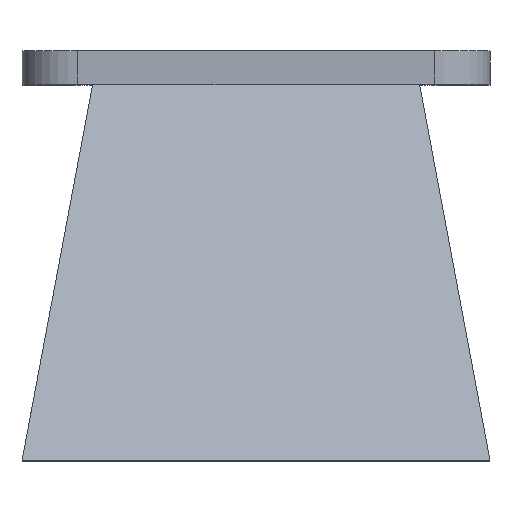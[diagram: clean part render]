
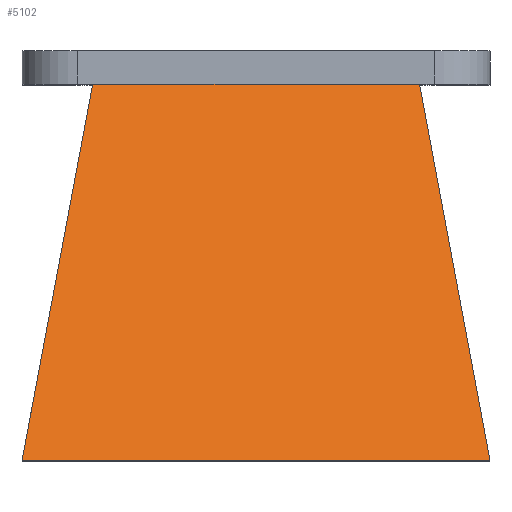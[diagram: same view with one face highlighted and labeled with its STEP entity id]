
A CAD part, top view. The second image highlights one B-rep face of the part: STEP entity #5102.
In plain terms, the highlighted planar face has unit normal (0, 0.445, 0.895).
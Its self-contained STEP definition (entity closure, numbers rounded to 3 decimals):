
#140=FACE_OUTER_BOUND('',#483,.T.);
#483=EDGE_LOOP('',(#3449,#3450,#3451,#3452));
#820=LINE('',#7280,#1501);
#836=LINE('',#7334,#1517);
#854=LINE('',#7371,#1535);
#855=LINE('',#7373,#1536);
#1501=VECTOR('',#5874,10.);
#1517=VECTOR('',#5922,10.);
#1535=VECTOR('',#5956,10.);
#1536=VECTOR('',#5959,10.);
#2185=VERTEX_POINT('',#7277);
#2186=VERTEX_POINT('',#7279);
#2207=VERTEX_POINT('',#7331);
#2208=VERTEX_POINT('',#7333);
#2660=EDGE_CURVE('',#2185,#2186,#820,.T.);
#2688=EDGE_CURVE('',#2207,#2208,#836,.T.);
#2707=EDGE_CURVE('',#2186,#2207,#854,.T.);
#2708=EDGE_CURVE('',#2185,#2208,#855,.T.);
#3449=ORIENTED_EDGE('',*,*,#2708,.T.);
#3450=ORIENTED_EDGE('',*,*,#2688,.F.);
#3451=ORIENTED_EDGE('',*,*,#2707,.F.);
#3452=ORIENTED_EDGE('',*,*,#2660,.F.);
#4780=PLANE('',#5512);
#5102=ADVANCED_FACE('',(#140),#4780,.T.);
#5512=AXIS2_PLACEMENT_3D('',#7372,#5957,#5958);
#5874=DIRECTION('',(1.,0.,0.));
#5922=DIRECTION('',(-1.,0.,0.));
#5956=DIRECTION('',(0.165,-0.883,0.439));
#5957=DIRECTION('center_axis',(0.,0.445,0.895));
#5958=DIRECTION('ref_axis',(1.,0.,0.));
#5959=DIRECTION('',(-0.165,-0.883,0.439));
#7277=CARTESIAN_POINT('',(-44.436,-15.413,110.224));
#7279=CARTESIAN_POINT('',(-14.957,-15.413,110.224));
#7280=CARTESIAN_POINT('',(-50.807,-15.413,110.224));
#7331=CARTESIAN_POINT('',(-8.607,-49.413,127.124));
#7333=CARTESIAN_POINT('',(-50.807,-49.413,127.124));
#7334=CARTESIAN_POINT('',(-50.807,-49.413,127.124));
#7371=CARTESIAN_POINT('',(-14.957,-15.413,110.224));
#7372=CARTESIAN_POINT('Origin',(-14.957,-15.413,110.224));
#7373=CARTESIAN_POINT('',(-44.436,-15.413,110.224));
